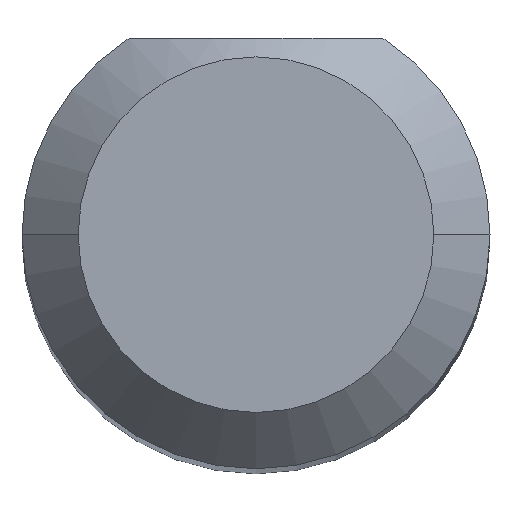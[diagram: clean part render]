
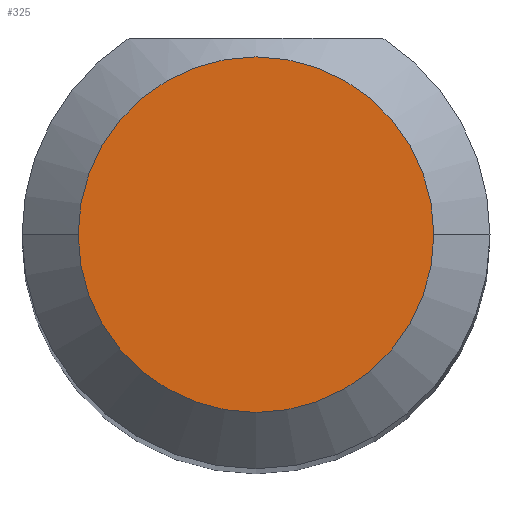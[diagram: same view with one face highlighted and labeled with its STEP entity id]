
A CAD part, top view. The second image highlights one B-rep face of the part: STEP entity #325.
In plain terms, the highlighted planar face has unit normal (0, 0, 1).
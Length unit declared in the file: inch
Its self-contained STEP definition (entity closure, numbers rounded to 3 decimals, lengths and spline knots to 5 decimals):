
#14 = DIRECTION ( 'NONE',  ( 1., 0., 0. ) ) ;
#49 = CARTESIAN_POINT ( 'NONE',  ( 0., 0., 1.5 ) ) ;
#159 = AXIS2_PLACEMENT_3D ( 'NONE', #266, #435, #14 ) ;
#212 = CARTESIAN_POINT ( 'NONE',  ( 0., 0., 1.5 ) ) ;
#214 = ORIENTED_EDGE ( 'NONE', *, *, #976, .T. ) ;
#263 = VERTEX_POINT ( 'NONE', #798 ) ;
#266 = CARTESIAN_POINT ( 'NONE',  ( 0., 0., 1.5 ) ) ;
#278 = DIRECTION ( 'NONE',  ( 0., 0., 1. ) ) ;
#279 = EDGE_LOOP ( 'NONE', ( #314, #214 ) ) ;
#310 = DIRECTION ( 'NONE',  ( 0., 0., 1. ) ) ;
#314 = ORIENTED_EDGE ( 'NONE', *, *, #590, .T. ) ;
#325 = ADVANCED_FACE ( 'NONE', ( #465 ), #383, .T. ) ;
#346 = VERTEX_POINT ( 'NONE', #450 ) ;
#383 = PLANE ( 'NONE',  #600 ) ;
#435 = DIRECTION ( 'NONE',  ( 0., 0., 1. ) ) ;
#450 = CARTESIAN_POINT ( 'NONE',  ( 0.0475, 0., 1.5 ) ) ;
#465 = FACE_OUTER_BOUND ( 'NONE', #279, .T. ) ;
#468 = DIRECTION ( 'NONE',  ( 1., 0., 0. ) ) ;
#590 = EDGE_CURVE ( 'NONE', #263, #346, #706, .T. ) ;
#600 = AXIS2_PLACEMENT_3D ( 'NONE', #212, #278, #468 ) ;
#706 = CIRCLE ( 'NONE', #159, 0.0475 ) ;
#726 = CIRCLE ( 'NONE', #760, 0.0475 ) ;
#760 = AXIS2_PLACEMENT_3D ( 'NONE', #49, #310, #818 ) ;
#798 = CARTESIAN_POINT ( 'NONE',  ( -0.0475, 0., 1.5 ) ) ;
#818 = DIRECTION ( 'NONE',  ( 1., 0., 0. ) ) ;
#976 = EDGE_CURVE ( 'NONE', #346, #263, #726, .T. ) ;
